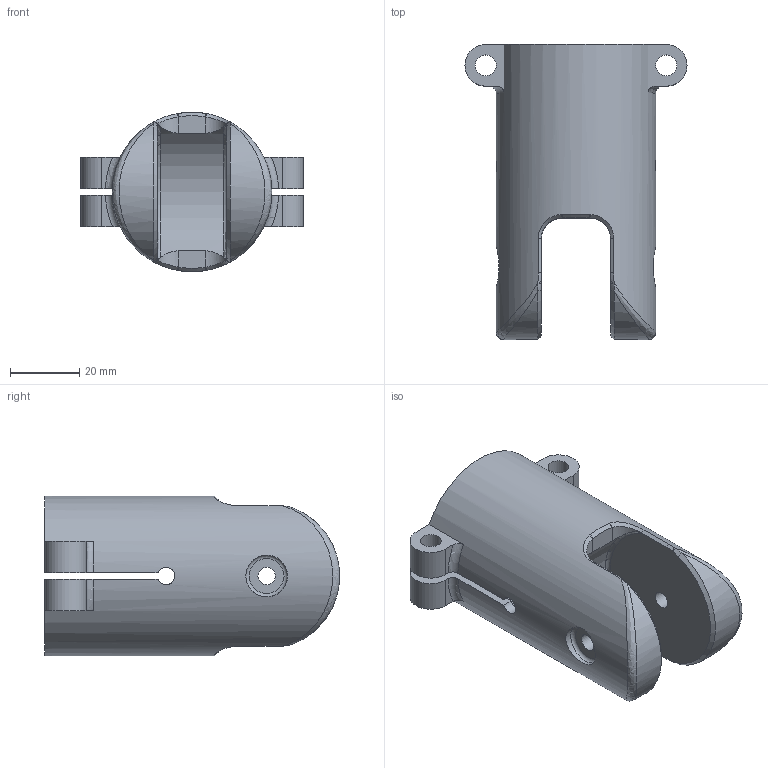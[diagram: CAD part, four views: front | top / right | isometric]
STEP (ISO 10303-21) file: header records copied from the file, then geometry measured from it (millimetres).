
FILE_DESCRIPTION(/* description */ (''),/* implementation_level */ '2;1');
FILE_NAME(/* name */ '5c3834f9-d880-46c6-91d5-d4be061658a4.stp',/* time_stamp */ '2019-04-16T02:15:39+00:00',/* author */ (''),/* organization */ (''),/* preprocessor_version */ 'ST-DEVELOPER v18',/* originating_system */ 'Autodesk Translation Framework v8.2.0.1029',/* authorisation */ '');
FILE_SCHEMA (('AUTOMOTIVE_DESIGN { 1 0 10303 214 3 1 1 }'));
Length unit declared in the file: millimetre
Products named in the file (1): Head Tube Mount
Bounding box: 64 x 84.98 x 45.92 mm (x, y, z)
Volume: 61858.8 mm3; surface area: 24480.8 mm2
Topology: 1 solids, 1 shells, 145 faces, 378 edges, 228 vertices
Faces by surface type: cylinder 54, plane 33, bspline 30, torus 24, cone 4
Full cylindrical faces by diameter (mm): 5 x2, 6 x4, 12 x2, 46 x1
Entity records: 6104 total; most frequent: CARTESIAN_POINT 2722, ORIENTED_EDGE 740, DIRECTION 644, EDGE_CURVE 370, AXIS2_PLACEMENT_3D 246, VERTEX_POINT 228, EDGE_LOOP 158, LINE 152
